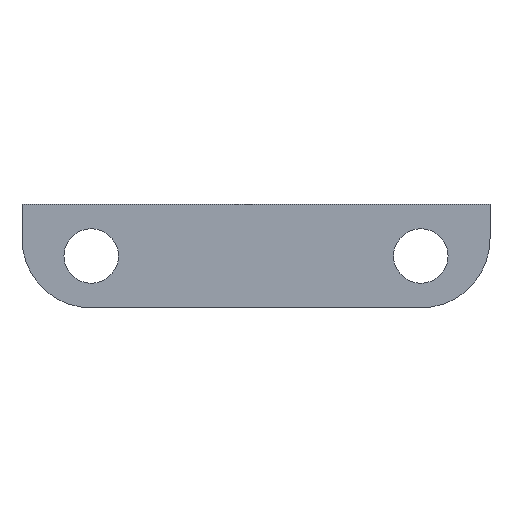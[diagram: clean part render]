
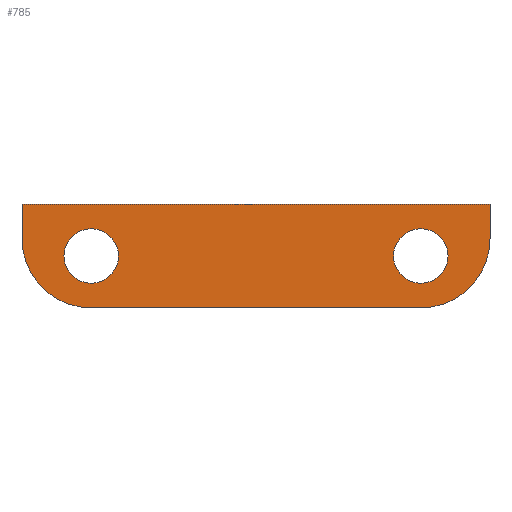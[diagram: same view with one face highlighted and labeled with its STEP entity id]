
A CAD part, left-side view. The second image highlights one B-rep face of the part: STEP entity #785.
In plain terms, the highlighted planar face has unit normal (-1, 0, 0).
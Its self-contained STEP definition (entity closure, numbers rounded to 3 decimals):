
#171 = AXIS2_PLACEMENT_3D ( 'NONE', #183, #186, #185 ) ;
#183 = CARTESIAN_POINT ( 'NONE',  ( 0., 46.105, 6. ) ) ;
#184 = CIRCLE ( 'NONE', #171, 3.15 ) ;
#185 = DIRECTION ( 'NONE',  ( 0., 0., -1. ) ) ;
#186 = DIRECTION ( 'NONE',  ( 1., 0., 0. ) ) ;
#308 = CARTESIAN_POINT ( 'NONE',  ( 0., 8., 2.85 ) ) ;
#351 = CARTESIAN_POINT ( 'NONE',  ( 0., 46.105, 9.15 ) ) ;
#407 = CARTESIAN_POINT ( 'NONE',  ( 0., 46.105, 2.85 ) ) ;
#745 = VERTEX_POINT ( 'NONE', #1459 ) ;
#764 = VERTEX_POINT ( 'NONE', #1430 ) ;
#765 = EDGE_CURVE ( 'NONE', #764, #791, #1375, .T. ) ;
#766 = EDGE_LOOP ( 'NONE', ( #784, #767 ) ) ;
#767 = ORIENTED_EDGE ( 'NONE', *, *, #775, .T. ) ;
#768 = ORIENTED_EDGE ( 'NONE', *, *, #778, .T. ) ;
#774 = EDGE_CURVE ( 'NONE', #764, #793, #1378, .T. ) ;
#775 = EDGE_CURVE ( 'NONE', #1708, #1684, #1362, .T. ) ;
#776 = ORIENTED_EDGE ( 'NONE', *, *, #792, .T. ) ;
#777 = ORIENTED_EDGE ( 'NONE', *, *, #820, .F. ) ;
#778 = EDGE_CURVE ( 'NONE', #791, #817, #1349, .T. ) ;
#782 = ORIENTED_EDGE ( 'NONE', *, *, #825, .T. ) ;
#783 = VERTEX_POINT ( 'NONE', #1350 ) ;
#784 = ORIENTED_EDGE ( 'NONE', *, *, #1680, .T. ) ;
#785 = ADVANCED_FACE ( 'NONE', ( #1370, #1351, #1358 ), #1353, .F. ) ;
#786 = ORIENTED_EDGE ( 'NONE', *, *, #774, .F. ) ;
#787 = VERTEX_POINT ( 'NONE', #1343 ) ;
#789 = EDGE_LOOP ( 'NONE', ( #790, #827 ) ) ;
#790 = ORIENTED_EDGE ( 'NONE', *, *, #828, .T. ) ;
#791 = VERTEX_POINT ( 'NONE', #1340 ) ;
#792 = EDGE_CURVE ( 'NONE', #817, #787, #1331, .T. ) ;
#793 = VERTEX_POINT ( 'NONE', #1342 ) ;
#817 = VERTEX_POINT ( 'NONE', #1502 ) ;
#820 = EDGE_CURVE ( 'NONE', #793, #745, #1519, .T. ) ;
#823 = EDGE_CURVE ( 'NONE', #1662, #783, #1525, .T. ) ;
#825 = EDGE_CURVE ( 'NONE', #787, #745, #1524, .T. ) ;
#827 = ORIENTED_EDGE ( 'NONE', *, *, #823, .T. ) ;
#828 = EDGE_CURVE ( 'NONE', #783, #1662, #1403, .T. ) ;
#831 = EDGE_LOOP ( 'NONE', ( #776, #782, #777, #786, #834, #768 ) ) ;
#834 = ORIENTED_EDGE ( 'NONE', *, *, #765, .T. ) ;
#1077 = CARTESIAN_POINT ( 'NONE',  ( 0., 8., 8. ) ) ;
#1086 = DIRECTION ( 'NONE',  ( -1., 0., 0. ) ) ;
#1272 = DIRECTION ( 'NONE',  ( 0., 0., -1. ) ) ;
#1328 = DIRECTION ( 'NONE',  ( 0., -1., 0. ) ) ;
#1329 = VECTOR ( 'NONE', #1328, 1000. ) ;
#1330 = CARTESIAN_POINT ( 'NONE',  ( 0., 0., 0. ) ) ;
#1331 = LINE ( 'NONE', #1330, #1329 ) ;
#1338 = DIRECTION ( 'NONE',  ( 0., 0., -1. ) ) ;
#1339 = DIRECTION ( 'NONE',  ( 1., 0., 0. ) ) ;
#1340 = CARTESIAN_POINT ( 'NONE',  ( 0., 54.105, 8. ) ) ;
#1342 = CARTESIAN_POINT ( 'NONE',  ( 0., 0., 12. ) ) ;
#1343 = CARTESIAN_POINT ( 'NONE',  ( 0., 8., 0. ) ) ;
#1344 = DIRECTION ( 'NONE',  ( 0., 0., -1. ) ) ;
#1345 = DIRECTION ( 'NONE',  ( -1., 0., 0. ) ) ;
#1346 = CARTESIAN_POINT ( 'NONE',  ( 0., 46.105, 8. ) ) ;
#1347 = AXIS2_PLACEMENT_3D ( 'NONE', #1346, #1345, #1344 ) ;
#1349 = CIRCLE ( 'NONE', #1347, 8. ) ;
#1350 = CARTESIAN_POINT ( 'NONE',  ( 0., 8., 9.15 ) ) ;
#1351 = FACE_OUTER_BOUND ( 'NONE', #831, .T. ) ;
#1353 = PLANE ( 'NONE',  #1357 ) ;
#1354 = DIRECTION ( 'NONE',  ( 0., 0., -1. ) ) ;
#1355 = DIRECTION ( 'NONE',  ( 1., 0., 0. ) ) ;
#1356 = CARTESIAN_POINT ( 'NONE',  ( 0., 0., 12. ) ) ;
#1357 = AXIS2_PLACEMENT_3D ( 'NONE', #1356, #1339, #1338 ) ;
#1358 = FACE_BOUND ( 'NONE', #766, .T. ) ;
#1359 = DIRECTION ( 'NONE',  ( 0., -1., 0. ) ) ;
#1360 = VECTOR ( 'NONE', #1359, 1000. ) ;
#1361 = CARTESIAN_POINT ( 'NONE',  ( 0., 0., 12. ) ) ;
#1362 = CIRCLE ( 'NONE', #1376, 3.15 ) ;
#1370 = FACE_BOUND ( 'NONE', #789, .T. ) ;
#1371 = CARTESIAN_POINT ( 'NONE',  ( 0., 46.105, 6. ) ) ;
#1372 = DIRECTION ( 'NONE',  ( 0., 0., -1. ) ) ;
#1373 = VECTOR ( 'NONE', #1372, 1000. ) ;
#1374 = CARTESIAN_POINT ( 'NONE',  ( 0., 54.105, 12. ) ) ;
#1375 = LINE ( 'NONE', #1374, #1373 ) ;
#1376 = AXIS2_PLACEMENT_3D ( 'NONE', #1371, #1355, #1354 ) ;
#1378 = LINE ( 'NONE', #1361, #1360 ) ;
#1403 = CIRCLE ( 'NONE', #1420, 3.15 ) ;
#1407 = DIRECTION ( 'NONE',  ( 1., 0., 0. ) ) ;
#1408 = CARTESIAN_POINT ( 'NONE',  ( 0., 8., 6. ) ) ;
#1420 = AXIS2_PLACEMENT_3D ( 'NONE', #1408, #1407, #1514 ) ;
#1430 = CARTESIAN_POINT ( 'NONE',  ( 0., 54.105, 12. ) ) ;
#1459 = CARTESIAN_POINT ( 'NONE',  ( 0., 0., 8. ) ) ;
#1502 = CARTESIAN_POINT ( 'NONE',  ( 0., 46.105, 0. ) ) ;
#1514 = DIRECTION ( 'NONE',  ( 0., 0., 1. ) ) ;
#1516 = DIRECTION ( 'NONE',  ( 0., 0., -1. ) ) ;
#1517 = VECTOR ( 'NONE', #1516, 1000. ) ;
#1518 = CARTESIAN_POINT ( 'NONE',  ( 0., 0., 12. ) ) ;
#1519 = LINE ( 'NONE', #1518, #1517 ) ;
#1522 = AXIS2_PLACEMENT_3D ( 'NONE', #1077, #1086, #1272 ) ;
#1524 = CIRCLE ( 'NONE', #1522, 8. ) ;
#1525 = CIRCLE ( 'NONE', #1528, 3.15 ) ;
#1526 = DIRECTION ( 'NONE',  ( 0., 0., 1. ) ) ;
#1527 = DIRECTION ( 'NONE',  ( 1., 0., 0. ) ) ;
#1528 = AXIS2_PLACEMENT_3D ( 'NONE', #1529, #1527, #1526 ) ;
#1529 = CARTESIAN_POINT ( 'NONE',  ( 0., 8., 6. ) ) ;
#1662 = VERTEX_POINT ( 'NONE', #308 ) ;
#1680 = EDGE_CURVE ( 'NONE', #1684, #1708, #184, .T. ) ;
#1684 = VERTEX_POINT ( 'NONE', #351 ) ;
#1708 = VERTEX_POINT ( 'NONE', #407 ) ;
